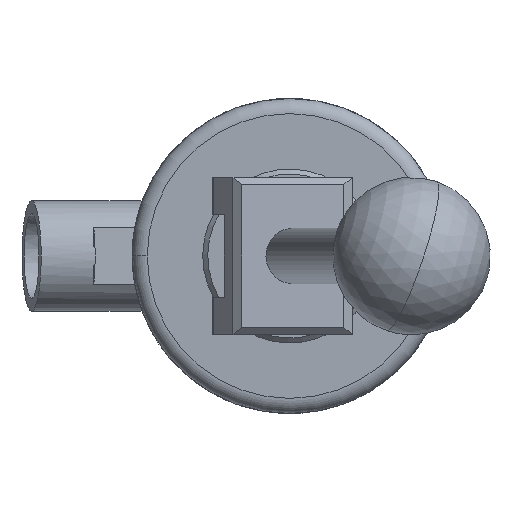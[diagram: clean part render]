
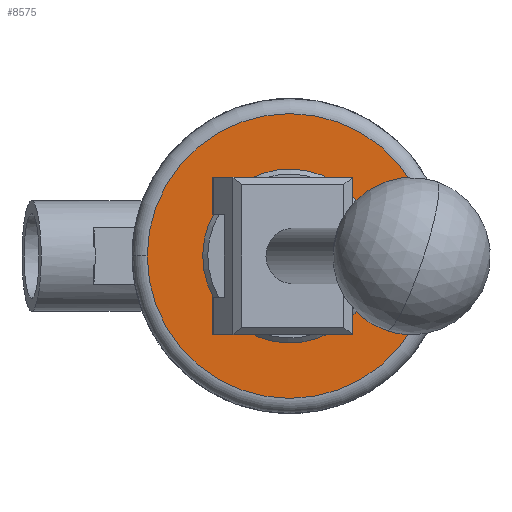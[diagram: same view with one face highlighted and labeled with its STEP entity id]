
A CAD part, front view. The second image highlights one B-rep face of the part: STEP entity #8575.
In plain terms, the highlighted planar face has unit normal (0, -1, 0).
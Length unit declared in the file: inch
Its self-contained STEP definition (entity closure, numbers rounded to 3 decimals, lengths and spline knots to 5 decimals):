
#89 = CARTESIAN_POINT ( 'NONE',  ( 0.348, 0., 0. ) ) ;
#410 = CARTESIAN_POINT ( 'NONE',  ( 0., 0., 0. ) ) ;
#496 = CARTESIAN_POINT ( 'NONE',  ( 1.13, 0., 0. ) ) ;
#601 = CARTESIAN_POINT ( 'NONE',  ( 0., 0., 0. ) ) ;
#1209 = ORIENTED_EDGE ( 'NONE', *, *, #4222, .T. ) ;
#1371 = AXIS2_PLACEMENT_3D ( 'NONE', #410, #14290, #9524 ) ;
#1522 = VERTEX_POINT ( 'NONE', #89 ) ;
#2767 = CIRCLE ( 'NONE', #11630, 0.348 ) ;
#2953 = EDGE_LOOP ( 'NONE', ( #14878, #6827 ) ) ;
#3822 = FACE_BOUND ( 'NONE', #2953, .T. ) ;
#4222 = EDGE_CURVE ( 'NONE', #13385, #13506, #15226, .T. ) ;
#4237 = CARTESIAN_POINT ( 'NONE',  ( -0.348, 0., 0. ) ) ;
#4277 = DIRECTION ( 'NONE',  ( 0., -1., 0. ) ) ;
#4388 = CARTESIAN_POINT ( 'NONE',  ( 0., 0., 0. ) ) ;
#4636 = CARTESIAN_POINT ( 'NONE',  ( 0., 0., 0. ) ) ;
#6261 = DIRECTION ( 'NONE',  ( 1., 0., 0. ) ) ;
#6275 = CIRCLE ( 'NONE', #1371, 0.348 ) ;
#6774 = DIRECTION ( 'NONE',  ( 1., 0., 0. ) ) ;
#6827 = ORIENTED_EDGE ( 'NONE', *, *, #14478, .F. ) ;
#7310 = EDGE_CURVE ( 'NONE', #1522, #15273, #2767, .T. ) ;
#7638 = CIRCLE ( 'NONE', #14547, 1.13 ) ;
#7722 = CARTESIAN_POINT ( 'NONE',  ( -1.13, 0., 0. ) ) ;
#8575 = ADVANCED_FACE ( 'NONE', ( #14692, #3822 ), #14380, .T. ) ;
#9119 = DIRECTION ( 'NONE',  ( 0., -1., 0. ) ) ;
#9524 = DIRECTION ( 'NONE',  ( 1., 0., 0. ) ) ;
#10879 = ORIENTED_EDGE ( 'NONE', *, *, #14046, .T. ) ;
#11155 = DIRECTION ( 'NONE',  ( 1., 0., 0. ) ) ;
#11630 = AXIS2_PLACEMENT_3D ( 'NONE', #4388, #9119, #6774 ) ;
#11823 = DIRECTION ( 'NONE',  ( 0., -1., 0. ) ) ;
#12075 = CARTESIAN_POINT ( 'NONE',  ( 0., 0., -0.348 ) ) ;
#12817 = DIRECTION ( 'NONE',  ( 1., 0., 0. ) ) ;
#12945 = EDGE_LOOP ( 'NONE', ( #1209, #10879 ) ) ;
#13385 = VERTEX_POINT ( 'NONE', #496 ) ;
#13472 = DIRECTION ( 'NONE',  ( 0., -1., 0. ) ) ;
#13506 = VERTEX_POINT ( 'NONE', #7722 ) ;
#13898 = AXIS2_PLACEMENT_3D ( 'NONE', #12075, #13472, #6261 ) ;
#13986 = AXIS2_PLACEMENT_3D ( 'NONE', #4636, #11823, #12817 ) ;
#14046 = EDGE_CURVE ( 'NONE', #13506, #13385, #7638, .T. ) ;
#14290 = DIRECTION ( 'NONE',  ( 0., -1., 0. ) ) ;
#14380 = PLANE ( 'NONE',  #13898 ) ;
#14478 = EDGE_CURVE ( 'NONE', #15273, #1522, #6275, .T. ) ;
#14547 = AXIS2_PLACEMENT_3D ( 'NONE', #601, #4277, #11155 ) ;
#14692 = FACE_OUTER_BOUND ( 'NONE', #12945, .T. ) ;
#14878 = ORIENTED_EDGE ( 'NONE', *, *, #7310, .F. ) ;
#15226 = CIRCLE ( 'NONE', #13986, 1.13 ) ;
#15273 = VERTEX_POINT ( 'NONE', #4237 ) ;
